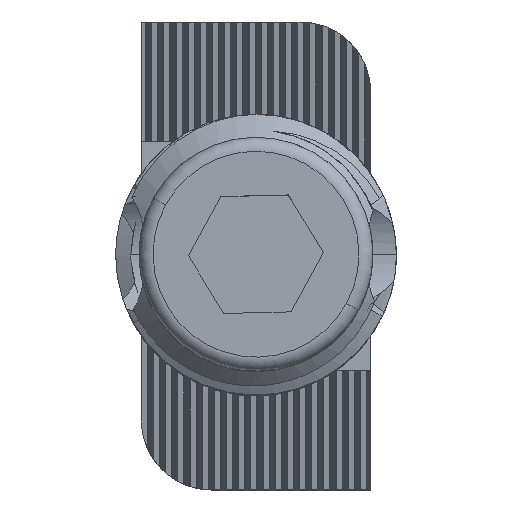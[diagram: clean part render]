
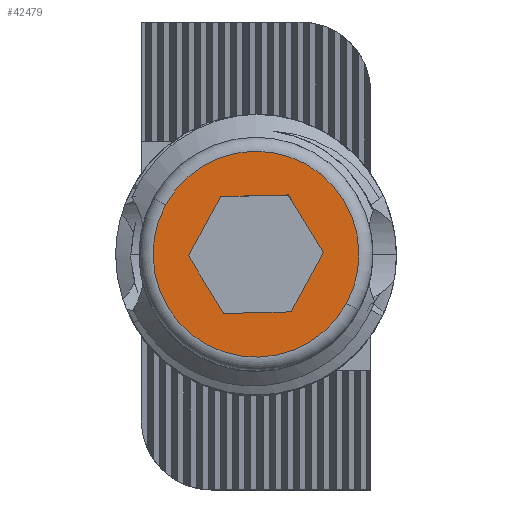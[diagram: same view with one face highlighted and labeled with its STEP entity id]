
A CAD part, top view. The second image highlights one B-rep face of the part: STEP entity #42479.
In plain terms, the highlighted face is planar.
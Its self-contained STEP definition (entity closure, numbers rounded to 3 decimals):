
#1599 = CIRCLE ( 'NONE', #8698, 4.4 ) ;
#1679 = CIRCLE ( 'NONE', #35733, 4.4 ) ;
#1825 = DIRECTION ( 'NONE',  ( -0.5, 0., 0.866 ) ) ;
#2207 = LINE ( 'NONE', #41760, #19494 ) ;
#2693 = LINE ( 'NONE', #26089, #37239 ) ;
#3181 = EDGE_LOOP ( 'NONE', ( #22665, #4920 ) ) ;
#3268 = PLANE ( 'NONE',  #35108 ) ;
#3650 = DIRECTION ( 'NONE',  ( 0.5, 0., 0.866 ) ) ;
#4301 = VECTOR ( 'NONE', #1825, 1000. ) ;
#4769 = ORIENTED_EDGE ( 'NONE', *, *, #17367, .F. ) ;
#4920 = ORIENTED_EDGE ( 'NONE', *, *, #13792, .T. ) ;
#6999 = DIRECTION ( 'NONE',  ( -0.5, 0., -0.866 ) ) ;
#7005 = LINE ( 'NONE', #16378, #30486 ) ;
#7348 = DIRECTION ( 'NONE',  ( 0., 1., 0. ) ) ;
#8503 = FACE_BOUND ( 'NONE', #13868, .T. ) ;
#8698 = AXIS2_PLACEMENT_3D ( 'NONE', #13530, #26673, #36901 ) ;
#8713 = EDGE_CURVE ( 'NONE', #37573, #11009, #23794, .T. ) ;
#9628 = CARTESIAN_POINT ( 'NONE',  ( -1.443, 51., 2.5 ) ) ;
#10042 = VERTEX_POINT ( 'NONE', #35207 ) ;
#10652 = VERTEX_POINT ( 'NONE', #29489 ) ;
#11009 = VERTEX_POINT ( 'NONE', #9628 ) ;
#11923 = EDGE_CURVE ( 'NONE', #35795, #30319, #7005, .T. ) ;
#12996 = ORIENTED_EDGE ( 'NONE', *, *, #25238, .F. ) ;
#13530 = CARTESIAN_POINT ( 'NONE',  ( 0., 51., 0. ) ) ;
#13792 = EDGE_CURVE ( 'NONE', #10652, #10042, #1679, .T. ) ;
#13868 = EDGE_LOOP ( 'NONE', ( #4769, #15935, #33751, #33477, #37388, #12996 ) ) ;
#13918 = CARTESIAN_POINT ( 'NONE',  ( -2.887, 51., 0. ) ) ;
#14234 = CARTESIAN_POINT ( 'NONE',  ( 0., 51., 0. ) ) ;
#14340 = VERTEX_POINT ( 'NONE', #35556 ) ;
#14879 = EDGE_CURVE ( 'NONE', #33661, #37573, #23158, .T. ) ;
#15935 = ORIENTED_EDGE ( 'NONE', *, *, #8713, .F. ) ;
#16378 = CARTESIAN_POINT ( 'NONE',  ( 2.887, 51., 0. ) ) ;
#17367 = EDGE_CURVE ( 'NONE', #11009, #14340, #2693, .T. ) ;
#18823 = EDGE_CURVE ( 'NONE', #10042, #10652, #1599, .T. ) ;
#19494 = VECTOR ( 'NONE', #38690, 1000. ) ;
#20379 = DIRECTION ( 'NONE',  ( 0., 0., 1. ) ) ;
#22665 = ORIENTED_EDGE ( 'NONE', *, *, #18823, .T. ) ;
#23158 = LINE ( 'NONE', #35041, #4301 ) ;
#23326 = CARTESIAN_POINT ( 'NONE',  ( 0., 51., 0. ) ) ;
#23378 = DIRECTION ( 'NONE',  ( -1., 0., 0. ) ) ;
#23794 = LINE ( 'NONE', #13918, #39964 ) ;
#24684 = CARTESIAN_POINT ( 'NONE',  ( -2.887, 51., 0. ) ) ;
#24745 = FACE_OUTER_BOUND ( 'NONE', #3181, .T. ) ;
#25238 = EDGE_CURVE ( 'NONE', #14340, #35795, #2207, .T. ) ;
#25281 = VECTOR ( 'NONE', #23378, 1000. ) ;
#26089 = CARTESIAN_POINT ( 'NONE',  ( -1.443, 51., 2.5 ) ) ;
#26673 = DIRECTION ( 'NONE',  ( 0., 1., 0. ) ) ;
#26823 = DIRECTION ( 'NONE',  ( 0., 1., 0. ) ) ;
#29459 = LINE ( 'NONE', #29939, #25281 ) ;
#29489 = CARTESIAN_POINT ( 'NONE',  ( 0., 51., -4.4 ) ) ;
#29939 = CARTESIAN_POINT ( 'NONE',  ( 1.443, 51., -2.5 ) ) ;
#30319 = VERTEX_POINT ( 'NONE', #38292 ) ;
#30486 = VECTOR ( 'NONE', #6999, 1000. ) ;
#30645 = CARTESIAN_POINT ( 'NONE',  ( 2.887, 51., 0. ) ) ;
#33477 = ORIENTED_EDGE ( 'NONE', *, *, #40461, .F. ) ;
#33538 = DIRECTION ( 'NONE',  ( 0., 0., 1. ) ) ;
#33661 = VERTEX_POINT ( 'NONE', #39898 ) ;
#33751 = ORIENTED_EDGE ( 'NONE', *, *, #14879, .F. ) ;
#35041 = CARTESIAN_POINT ( 'NONE',  ( -1.443, 51., -2.5 ) ) ;
#35108 = AXIS2_PLACEMENT_3D ( 'NONE', #23326, #26823, #33538 ) ;
#35207 = CARTESIAN_POINT ( 'NONE',  ( 0., 51., 4.4 ) ) ;
#35556 = CARTESIAN_POINT ( 'NONE',  ( 1.443, 51., 2.5 ) ) ;
#35733 = AXIS2_PLACEMENT_3D ( 'NONE', #14234, #7348, #20379 ) ;
#35795 = VERTEX_POINT ( 'NONE', #30645 ) ;
#36901 = DIRECTION ( 'NONE',  ( 0., 0., 1. ) ) ;
#37239 = VECTOR ( 'NONE', #39369, 1000. ) ;
#37388 = ORIENTED_EDGE ( 'NONE', *, *, #11923, .F. ) ;
#37573 = VERTEX_POINT ( 'NONE', #24684 ) ;
#38292 = CARTESIAN_POINT ( 'NONE',  ( 1.443, 51., -2.5 ) ) ;
#38690 = DIRECTION ( 'NONE',  ( 0.5, 0., -0.866 ) ) ;
#39369 = DIRECTION ( 'NONE',  ( 1., 0., 0. ) ) ;
#39898 = CARTESIAN_POINT ( 'NONE',  ( -1.443, 51., -2.5 ) ) ;
#39964 = VECTOR ( 'NONE', #3650, 1000. ) ;
#40461 = EDGE_CURVE ( 'NONE', #30319, #33661, #29459, .T. ) ;
#41760 = CARTESIAN_POINT ( 'NONE',  ( 1.443, 51., 2.5 ) ) ;
#42479 = ADVANCED_FACE ( 'NONE', ( #8503, #24745 ), #3268, .T. ) ;
